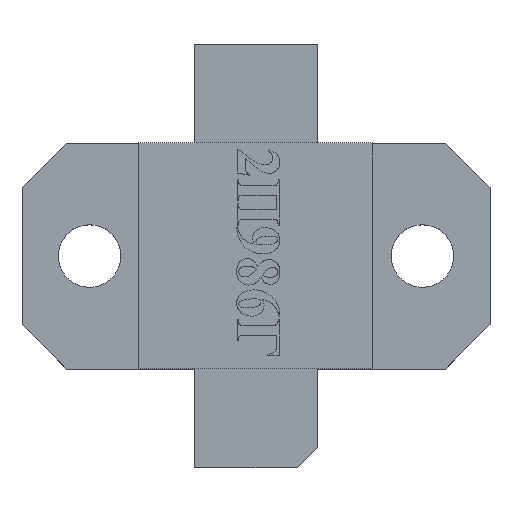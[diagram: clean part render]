
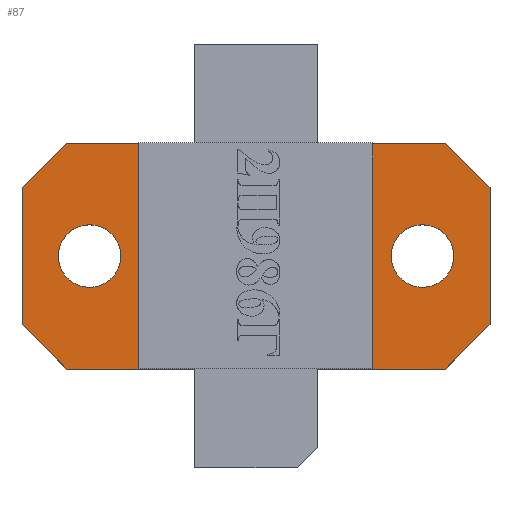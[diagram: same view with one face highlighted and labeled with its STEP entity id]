
A CAD part, top view. The second image highlights one B-rep face of the part: STEP entity #87.
In plain terms, the highlighted planar face has unit normal (0, 0, 1).
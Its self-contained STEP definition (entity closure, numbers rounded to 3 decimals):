
#87=ADVANCED_FACE('',(#3419,#3421,#3423),#3425,.T.);
#3419=FACE_BOUND('',#3420,.T.);
#3420=EDGE_LOOP('',(#6040,#6041,#6042,#6043,#6044,#6045,#6046,#6047));
#3421=FACE_BOUND('',#3422,.T.);
#3422=EDGE_LOOP('',(#6048));
#3423=FACE_BOUND('',#3424,.T.);
#3424=EDGE_LOOP('',(#6049));
#3425=PLANE('',#3426);
#3426=AXIS2_PLACEMENT_3D('',#3427,#3428,#3429);
#3427=CARTESIAN_POINT('',(0.,0.,1.6));
#3428=DIRECTION('',(0.,0.,1.));
#3429=DIRECTION('',(1.,0.,0.));
#6040=ORIENTED_EDGE('',*,*,#8160,.T.);
#6041=ORIENTED_EDGE('',*,*,#8161,.T.);
#6042=ORIENTED_EDGE('',*,*,#8162,.T.);
#6043=ORIENTED_EDGE('',*,*,#8163,.T.);
#6044=ORIENTED_EDGE('',*,*,#8164,.T.);
#6045=ORIENTED_EDGE('',*,*,#8165,.T.);
#6046=ORIENTED_EDGE('',*,*,#8166,.T.);
#6047=ORIENTED_EDGE('',*,*,#8167,.T.);
#6048=ORIENTED_EDGE('',*,*,#8168,.T.);
#6049=ORIENTED_EDGE('',*,*,#8169,.T.);
#8160=EDGE_CURVE('',#9230,#9231,#9232,.T.);
#8161=EDGE_CURVE('',#9231,#9233,#9234,.T.);
#8162=EDGE_CURVE('',#9233,#9235,#9236,.T.);
#8163=EDGE_CURVE('',#9235,#9237,#9238,.T.);
#8164=EDGE_CURVE('',#9237,#9239,#9240,.T.);
#8165=EDGE_CURVE('',#9239,#9241,#9242,.T.);
#8166=EDGE_CURVE('',#9241,#9243,#9244,.T.);
#8167=EDGE_CURVE('',#9243,#9230,#9245,.T.);
#8168=EDGE_CURVE('',#9246,#9246,#9247,.F.);
#8169=EDGE_CURVE('',#9248,#9248,#9249,.F.);
#9230=VERTEX_POINT('',#11020);
#9231=VERTEX_POINT('',#11021);
#9232=LINE('',#11022,#11023);
#9233=VERTEX_POINT('',#11025);
#9234=LINE('',#11026,#11027);
#9235=VERTEX_POINT('',#11029);
#9236=LINE('',#11030,#11031);
#9237=VERTEX_POINT('',#11033);
#9238=LINE('',#11034,#11035);
#9239=VERTEX_POINT('',#11037);
#9240=LINE('',#11038,#11039);
#9241=VERTEX_POINT('',#11041);
#9242=LINE('',#11042,#11043);
#9243=VERTEX_POINT('',#11045);
#9244=LINE('',#11046,#11047);
#9245=LINE('',#11049,#11050);
#9246=VERTEX_POINT('',#11052);
#9247=CIRCLE('',#11053,1.55);
#9248=VERTEX_POINT('',#11057);
#9249=CIRCLE('',#11058,1.55);
#11020=CARTESIAN_POINT('',(9.4,5.6,1.6));
#11021=CARTESIAN_POINT('',(-9.4,5.6,1.6));
#11022=CARTESIAN_POINT('',(9.4,5.6,1.6));
#11023=VECTOR('',#11024,1.);
#11024=DIRECTION('',(-1.,0.,0.));
#11025=CARTESIAN_POINT('',(-11.6,3.4,1.6));
#11026=CARTESIAN_POINT('',(-9.4,5.6,1.6));
#11027=VECTOR('',#11028,1.);
#11028=DIRECTION('',(-0.707,-0.707,0.));
#11029=CARTESIAN_POINT('',(-11.6,-3.4,1.6));
#11030=CARTESIAN_POINT('',(-11.6,3.4,1.6));
#11031=VECTOR('',#11032,1.);
#11032=DIRECTION('',(0.,-1.,0.));
#11033=CARTESIAN_POINT('',(-9.4,-5.6,1.6));
#11034=CARTESIAN_POINT('',(-11.6,-3.4,1.6));
#11035=VECTOR('',#11036,1.);
#11036=DIRECTION('',(0.707,-0.707,0.));
#11037=CARTESIAN_POINT('',(9.4,-5.6,1.6));
#11038=CARTESIAN_POINT('',(-9.4,-5.6,1.6));
#11039=VECTOR('',#11040,1.);
#11040=DIRECTION('',(1.,0.,0.));
#11041=CARTESIAN_POINT('',(11.6,-3.4,1.6));
#11042=CARTESIAN_POINT('',(9.4,-5.6,1.6));
#11043=VECTOR('',#11044,1.);
#11044=DIRECTION('',(0.707,0.707,0.));
#11045=CARTESIAN_POINT('',(11.6,3.4,1.6));
#11046=CARTESIAN_POINT('',(11.6,-3.4,1.6));
#11047=VECTOR('',#11048,1.);
#11048=DIRECTION('',(0.,1.,0.));
#11049=CARTESIAN_POINT('',(11.6,3.4,1.6));
#11050=VECTOR('',#11051,1.);
#11051=DIRECTION('',(-0.707,0.707,0.));
#11052=CARTESIAN_POINT('',(-6.7,0.,1.6));
#11053=AXIS2_PLACEMENT_3D('',#11054,#11055,#11056);
#11054=CARTESIAN_POINT('',(-8.25,0.,1.6));
#11055=DIRECTION('',(0.,0.,1.));
#11056=DIRECTION('',(1.,0.,0.));
#11057=CARTESIAN_POINT('',(9.8,0.,1.6));
#11058=AXIS2_PLACEMENT_3D('',#11059,#11060,#11061);
#11059=CARTESIAN_POINT('',(8.25,0.,1.6));
#11060=DIRECTION('',(0.,0.,1.));
#11061=DIRECTION('',(1.,0.,0.));
